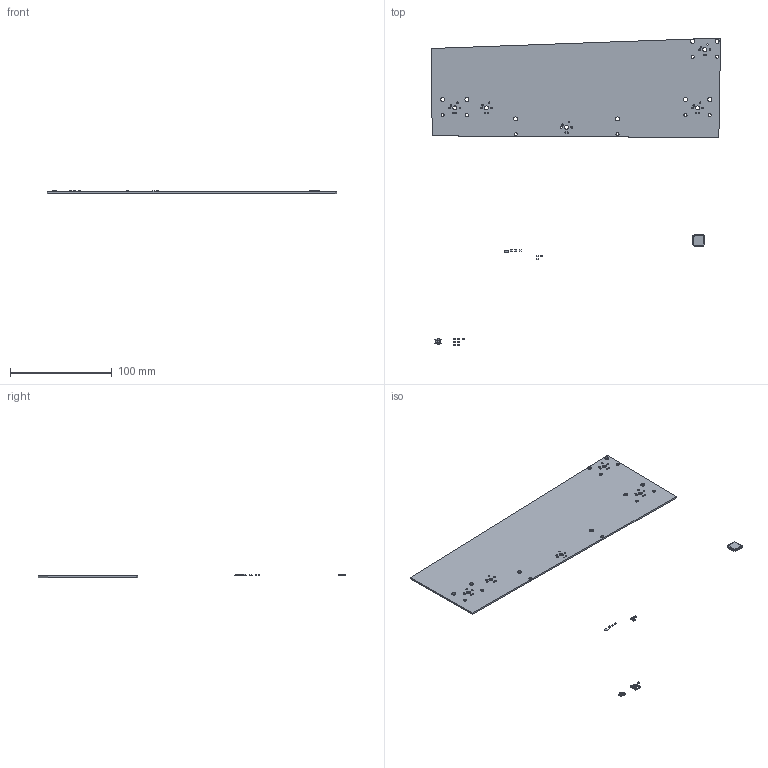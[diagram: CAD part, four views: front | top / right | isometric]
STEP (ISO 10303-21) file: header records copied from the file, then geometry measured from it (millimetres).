
FILE_DESCRIPTION(('FreeCAD Model'),'2;1');
FILE_NAME('Prelimanary PCB.step','2021-04-30T13:17:19',('Author'),(''), 'Open CASCADE STEP processor 7.3','FreeCAD','Unknown');
FILE_SCHEMA(('AUTOMOTIVE_DESIGN { 1 0 10303 214 1 1 1 1 }'));
Length unit declared in the file: millimetre
Products named in the file (23): Pikatea_Keyboard; Board_Geoms_c713; Local_CS_c713; Pcb_c713; PCB_Sketch_c713; Step_Models_c713; Top_c713; X1_Crystal_SMD_SeikoEpson_FA238-4Pin_3.2x2.5mm_608C011E; U1_LQFP_44_10x10mm_P08mm_608C0106; SW1_SW_SPST_TL3342_608C00A2; R5_R_0805_2012Metric_608C006C; R4_R_0805_2012Metric_608C005B; R3_R_0805_2012Metric_608C004A; C10_C_0805_2012Metric_608BF9E7; C9_C_0805_2012Metric_608BF9D6; C8_C_0805_2012Metric_608BF9C5; C7_C_0805_2012Metric_608BF9B4; C6_C_0805_2012Metric_608BF9A3; C5_C_0805_2012Metric_608BF992; C4_C_0805_2012Metric_608BF981; C3_C_0805_2012Metric_608BF970; C2_C_0805_2012Metric_608BF95F; C1_C_0805_2012Metric_608BF94E
Assembly tree (22 placements, depth 4):
  Pikatea_Keyboard
    Board_Geoms_c713
      Local_CS_c713
      Pcb_c713
      PCB_Sketch_c713
    Step_Models_c713
      Top_c713
        X1_Crystal_SMD_SeikoEpson_FA238-4Pin_3.2x2.5mm_608C011E
        U1_LQFP_44_10x10mm_P08mm_608C0106
        SW1_SW_SPST_TL3342_608C00A2
        R5_R_0805_2012Metric_608C006C
        R4_R_0805_2012Metric_608C005B
        R3_R_0805_2012Metric_608C004A
        C10_C_0805_2012Metric_608BF9E7
        C9_C_0805_2012Metric_608BF9D6
        C8_C_0805_2012Metric_608BF9C5
        C7_C_0805_2012Metric_608BF9B4
        C6_C_0805_2012Metric_608BF9A3
        C5_C_0805_2012Metric_608BF992
        C4_C_0805_2012Metric_608BF981
        C3_C_0805_2012Metric_608BF970
        C2_C_0805_2012Metric_608BF95F
        C1_C_0805_2012Metric_608BF94E
Bounding box: 283.6 x 302.12 x 3.14 mm (x, y, z)
Volume: 41184.9 mm3; surface area: 53606.8 mm2
Topology: 17 solids, 18 shells, 1340 faces, 3577 edges, 2307 vertices
Faces by surface type: plane 826, cylinder 421, bspline 92, torus 1
Full cylindrical faces by diameter (mm): 0.5 x1, 1.04 x10, 1.47 x10, 1.75 x10, 2 x1, 3.048 x8, 3.988 x13
Entity records: 54373 total; most frequent: CARTESIAN_POINT 11167, ORIENTED_EDGE 7146, DIRECTION 6859, EDGE_CURVE 3573, LINE 2629, VECTOR 2629, VERTEX_POINT 2299, AXIS2_PLACEMENT_3D 2115
